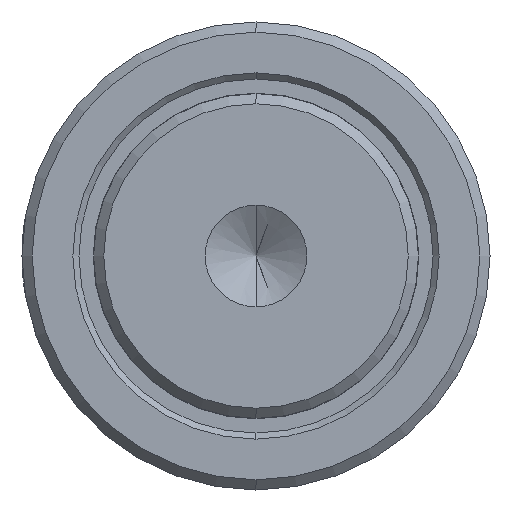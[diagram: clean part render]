
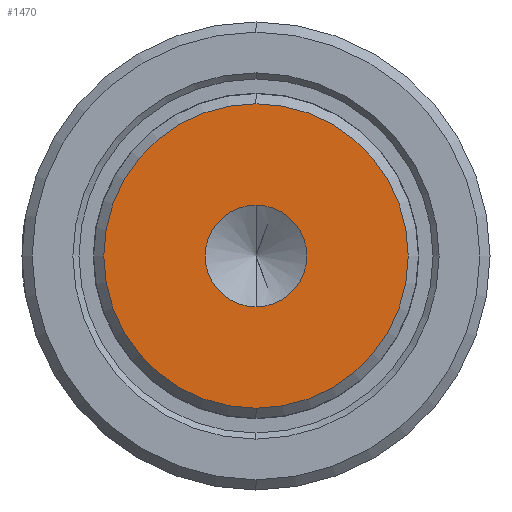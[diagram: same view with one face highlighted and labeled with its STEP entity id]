
A CAD part, left-side view. The second image highlights one B-rep face of the part: STEP entity #1470.
In plain terms, the highlighted planar face has unit normal (-1, 0, 0).
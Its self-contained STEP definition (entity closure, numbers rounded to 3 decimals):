
#143 = CARTESIAN_POINT ( 'NONE',  ( 0., 0., 2.5 ) ) ;
#147 = CARTESIAN_POINT ( 'NONE',  ( 0., 0., -7.48 ) ) ;
#161 = FACE_OUTER_BOUND ( 'NONE', #748, .T. ) ;
#180 = CARTESIAN_POINT ( 'NONE',  ( 0., 0., -2.5 ) ) ;
#207 = CARTESIAN_POINT ( 'NONE',  ( 0., 0., 0. ) ) ;
#269 = CIRCLE ( 'NONE', #697, 7.48 ) ;
#359 = DIRECTION ( 'NONE',  ( 0., 0., 1. ) ) ;
#394 = DIRECTION ( 'NONE',  ( -1., 0., 0. ) ) ;
#420 = EDGE_CURVE ( 'NONE', #1191, #917, #730, .T. ) ;
#516 = EDGE_CURVE ( 'NONE', #1243, #609, #269, .T. ) ;
#545 = DIRECTION ( 'NONE',  ( 0., 0., 1. ) ) ;
#564 = DIRECTION ( 'NONE',  ( -1., 0., 0. ) ) ;
#609 = VERTEX_POINT ( 'NONE', #1019 ) ;
#627 = ORIENTED_EDGE ( 'NONE', *, *, #516, .T. ) ;
#647 = ORIENTED_EDGE ( 'NONE', *, *, #667, .T. ) ;
#653 = CARTESIAN_POINT ( 'NONE',  ( 0., 0., 0. ) ) ;
#667 = EDGE_CURVE ( 'NONE', #609, #1243, #1531, .T. ) ;
#672 = DIRECTION ( 'NONE',  ( -1., 0., 0. ) ) ;
#697 = AXIS2_PLACEMENT_3D ( 'NONE', #653, #564, #545 ) ;
#730 = CIRCLE ( 'NONE', #1690, 2.5 ) ;
#741 = ORIENTED_EDGE ( 'NONE', *, *, #420, .F. ) ;
#748 = EDGE_LOOP ( 'NONE', ( #627, #647 ) ) ;
#824 = DIRECTION ( 'NONE',  ( 0., 0., 1. ) ) ;
#855 = ORIENTED_EDGE ( 'NONE', *, *, #1768, .F. ) ;
#917 = VERTEX_POINT ( 'NONE', #180 ) ;
#988 = AXIS2_PLACEMENT_3D ( 'NONE', #1258, #394, #1407 ) ;
#1019 = CARTESIAN_POINT ( 'NONE',  ( 0., 0., 7.48 ) ) ;
#1191 = VERTEX_POINT ( 'NONE', #143 ) ;
#1224 = DIRECTION ( 'NONE',  ( -1., 0., 0. ) ) ;
#1226 = FACE_BOUND ( 'NONE', #1618, .T. ) ;
#1243 = VERTEX_POINT ( 'NONE', #147 ) ;
#1258 = CARTESIAN_POINT ( 'NONE',  ( 0., 0., 0. ) ) ;
#1320 = CIRCLE ( 'NONE', #988, 2.5 ) ;
#1407 = DIRECTION ( 'NONE',  ( 0., 0., 1. ) ) ;
#1470 = ADVANCED_FACE ( 'NONE', ( #161, #1226 ), #1674, .T. ) ;
#1531 = CIRCLE ( 'NONE', #1754, 7.48 ) ;
#1532 = CARTESIAN_POINT ( 'NONE',  ( 0., 0., 0. ) ) ;
#1549 = DIRECTION ( 'NONE',  ( 0., 0., 1. ) ) ;
#1557 = DIRECTION ( 'NONE',  ( -1., 0., 0. ) ) ;
#1565 = CARTESIAN_POINT ( 'NONE',  ( 0., 0., 0. ) ) ;
#1618 = EDGE_LOOP ( 'NONE', ( #741, #855 ) ) ;
#1674 = PLANE ( 'NONE',  #1827 ) ;
#1690 = AXIS2_PLACEMENT_3D ( 'NONE', #1565, #1557, #1549 ) ;
#1754 = AXIS2_PLACEMENT_3D ( 'NONE', #207, #1224, #359 ) ;
#1768 = EDGE_CURVE ( 'NONE', #917, #1191, #1320, .T. ) ;
#1827 = AXIS2_PLACEMENT_3D ( 'NONE', #1532, #672, #824 ) ;
